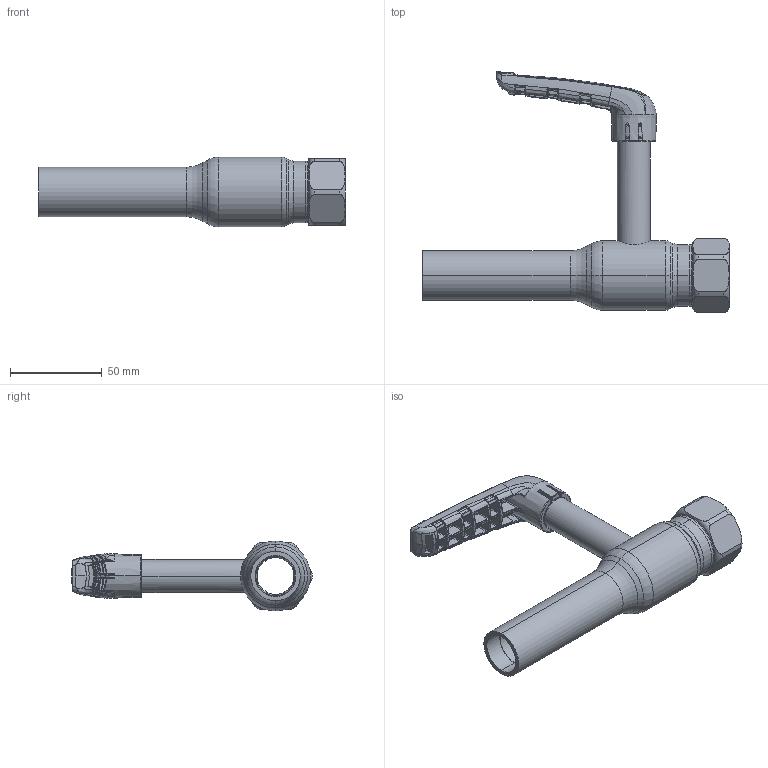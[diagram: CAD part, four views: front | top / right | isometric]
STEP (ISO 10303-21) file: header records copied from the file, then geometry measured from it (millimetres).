
FILE_DESCRIPTION (( 'STEP AP214' ), '1' );
FILE_NAME ('1020003601-2101.STEP', '2018-04-23T11:25:51', ( '' ), ( '' ), 'SwSTEP 2.0', 'SolidWorks 2017', '' );
FILE_SCHEMA (( 'AUTOMOTIVE_DESIGN' ));
Length unit declared in the file: millimetre
Products named in the file (19): 9015500002_9015500002-Black; 1020003601-2101; 1020003601-2_OPEN; 9020140000; 9015170000; 9015520001; 9020013600_005 Endfinishing; 9020130000_20) Pipe assembly; 9020090000_Uden snap; 9020000101_Inserted; 9015520000_9015520000-Red; 9020050001_Uden snap; 9020020001; 9020003609_007 Finished - OPEN; 9015180001; 9020410000; 9020000107_Open; 92A5045; 1020003601_OPEN
Assembly tree (22 placements, depth 6):
  1020003601-2101
    1020003601-2_OPEN
      1020003601_OPEN
        9020003609_007 Finished - OPEN
          9020020001
          9020000101_Inserted  x2
            9020130000_20) Pipe assembly
            9020140000
          9020013600_005 Endfinishing
          9020000107_Open
            9020090000_Uden snap
            92A5045  x2
            9015170000
            9015180001  x3
            9020050001_Uden snap
        9020410000
    9015500002_9015500002-Black
    9015520001
      9015520000_9015520000-Red
Bounding box: 167 x 130.88 x 38 mm (x, y, z)
Volume: 88340.8 mm3; surface area: 76265.6 mm2
Topology: 18 solids, 18 shells, 1931 faces, 4669 edges, 2754 vertices
Faces by surface type: bspline 1046, plane 350, cylinder 275, cone 131, torus 113, sphere 16
Entity records: 89876 total; most frequent: CARTESIAN_POINT 53839, ORIENTED_EDGE 8866, DIRECTION 4845, EDGE_CURVE 4433, VERTEX_POINT 2640, B_SPLINE_CURVE_WITH_KNOTS 2374, AXIS2_PLACEMENT_3D 1998, EDGE_LOOP 1905
